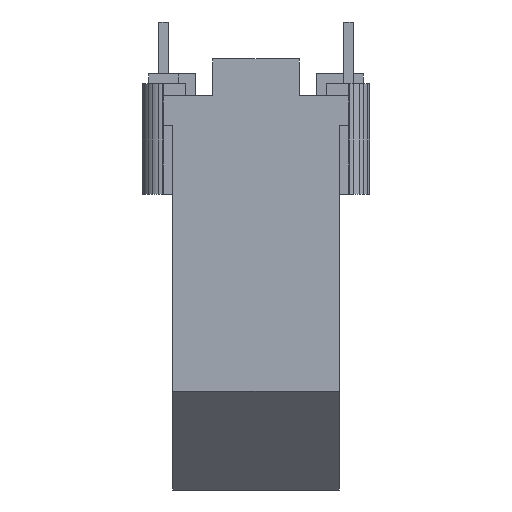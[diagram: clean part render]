
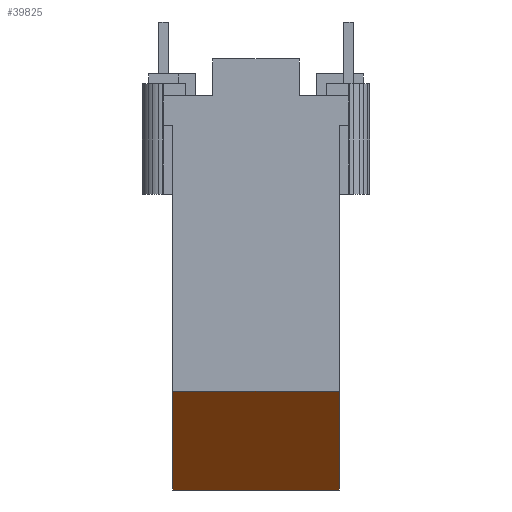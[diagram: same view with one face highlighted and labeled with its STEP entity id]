
A CAD part, front view. The second image highlights one B-rep face of the part: STEP entity #39825.
In plain terms, the highlighted planar face has unit normal (0, -0.707, -0.707).
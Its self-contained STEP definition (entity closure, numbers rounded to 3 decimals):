
#3860 = PLANE('',#3861);
#3861 = AXIS2_PLACEMENT_3D('',#3862,#3863,#3864);
#3862 = CARTESIAN_POINT('',(0.,31.491,29.6));
#3863 = DIRECTION('',(-1.,0.,0.));
#3864 = DIRECTION('',(0.,0.,-1.));
#4176 = PLANE('',#4177);
#4177 = AXIS2_PLACEMENT_3D('',#4178,#4179,#4180);
#4178 = CARTESIAN_POINT('',(13.5,0.509,29.6));
#4179 = DIRECTION('',(1.,0.,0.));
#4180 = DIRECTION('',(0.,0.,1.));
#4460 = VERTEX_POINT('',#4461);
#4461 = CARTESIAN_POINT('',(13.5,0.,8.));
#4475 = PLANE('',#4476);
#4476 = AXIS2_PLACEMENT_3D('',#4477,#4478,#4479);
#4477 = CARTESIAN_POINT('',(14.3,0.,29.6));
#4478 = DIRECTION('',(0.,-1.,0.));
#4479 = DIRECTION('',(0.,0.,-1.));
#4487 = EDGE_CURVE('',#4488,#4460,#4490,.T.);
#4488 = VERTEX_POINT('',#4489);
#4489 = CARTESIAN_POINT('',(13.5,8.,0.));
#4490 = SURFACE_CURVE('',#4491,(#4495,#4502),.PCURVE_S1.);
#4491 = LINE('',#4492,#4493);
#4492 = CARTESIAN_POINT('',(13.5,8.,0.));
#4493 = VECTOR('',#4494,1.);
#4494 = DIRECTION('',(0.,-0.707,0.707));
#4495 = PCURVE('',#4176,#4496);
#4496 = DEFINITIONAL_REPRESENTATION('',(#4497),#4501);
#4497 = LINE('',#4498,#4499);
#4498 = CARTESIAN_POINT('',(-29.6,-7.491));
#4499 = VECTOR('',#4500,1.);
#4500 = DIRECTION('',(0.707,0.707));
#4501 = ( GEOMETRIC_REPRESENTATION_CONTEXT(2) 
PARAMETRIC_REPRESENTATION_CONTEXT() REPRESENTATION_CONTEXT('2D SPACE',''
  ) );
#4502 = PCURVE('',#4503,#4508);
#4503 = PLANE('',#4504);
#4504 = AXIS2_PLACEMENT_3D('',#4505,#4506,#4507);
#4505 = CARTESIAN_POINT('',(13.5,8.,0.));
#4506 = DIRECTION('',(0.,-0.707,
    -0.707));
#4507 = DIRECTION('',(0.,0.707,-0.707));
#4508 = DEFINITIONAL_REPRESENTATION('',(#4509),#4513);
#4509 = LINE('',#4510,#4511);
#4510 = CARTESIAN_POINT('',(0.,0.));
#4511 = VECTOR('',#4512,1.);
#4512 = DIRECTION('',(-1.,0.));
#4513 = ( GEOMETRIC_REPRESENTATION_CONTEXT(2) 
PARAMETRIC_REPRESENTATION_CONTEXT() REPRESENTATION_CONTEXT('2D SPACE',''
  ) );
#4531 = PLANE('',#4532);
#4532 = AXIS2_PLACEMENT_3D('',#4533,#4534,#4535);
#4533 = CARTESIAN_POINT('',(13.5,8.,0.));
#4534 = DIRECTION('',(0.,0.,-1.));
#4535 = DIRECTION('',(-1.,0.,0.));
#14943 = VERTEX_POINT('',#14944);
#14944 = CARTESIAN_POINT('',(0.,0.,8.));
#14965 = EDGE_CURVE('',#14943,#4460,#14966,.T.);
#14966 = SURFACE_CURVE('',#14967,(#14971,#14978),.PCURVE_S1.);
#14967 = LINE('',#14968,#14969);
#14968 = CARTESIAN_POINT('',(0.,0.,8.));
#14969 = VECTOR('',#14970,1.);
#14970 = DIRECTION('',(1.,0.,0.));
#14971 = PCURVE('',#4475,#14972);
#14972 = DEFINITIONAL_REPRESENTATION('',(#14973),#14977);
#14973 = LINE('',#14974,#14975);
#14974 = CARTESIAN_POINT('',(21.6,-14.3));
#14975 = VECTOR('',#14976,1.);
#14976 = DIRECTION('',(0.,1.));
#14977 = ( GEOMETRIC_REPRESENTATION_CONTEXT(2) 
PARAMETRIC_REPRESENTATION_CONTEXT() REPRESENTATION_CONTEXT('2D SPACE',''
  ) );
#14978 = PCURVE('',#4503,#14979);
#14979 = DEFINITIONAL_REPRESENTATION('',(#14980),#14984);
#14980 = LINE('',#14981,#14982);
#14981 = CARTESIAN_POINT('',(-11.314,-13.5));
#14982 = VECTOR('',#14983,1.);
#14983 = DIRECTION('',(0.,1.));
#14984 = ( GEOMETRIC_REPRESENTATION_CONTEXT(2) 
PARAMETRIC_REPRESENTATION_CONTEXT() REPRESENTATION_CONTEXT('2D SPACE',''
  ) );
#35451 = VERTEX_POINT('',#35452);
#35452 = CARTESIAN_POINT('',(0.,8.,0.));
#35473 = EDGE_CURVE('',#14943,#35451,#35474,.T.);
#35474 = SURFACE_CURVE('',#35475,(#35479,#35486),.PCURVE_S1.);
#35475 = LINE('',#35476,#35477);
#35476 = CARTESIAN_POINT('',(0.,0.,8.));
#35477 = VECTOR('',#35478,1.);
#35478 = DIRECTION('',(0.,0.707,-0.707));
#35479 = PCURVE('',#3860,#35480);
#35480 = DEFINITIONAL_REPRESENTATION('',(#35481),#35485);
#35481 = LINE('',#35482,#35483);
#35482 = CARTESIAN_POINT('',(21.6,31.491));
#35483 = VECTOR('',#35484,1.);
#35484 = DIRECTION('',(0.707,-0.707));
#35485 = ( GEOMETRIC_REPRESENTATION_CONTEXT(2) 
PARAMETRIC_REPRESENTATION_CONTEXT() REPRESENTATION_CONTEXT('2D SPACE',''
  ) );
#35486 = PCURVE('',#4503,#35487);
#35487 = DEFINITIONAL_REPRESENTATION('',(#35488),#35492);
#35488 = LINE('',#35489,#35490);
#35489 = CARTESIAN_POINT('',(-11.314,-13.5));
#35490 = VECTOR('',#35491,1.);
#35491 = DIRECTION('',(1.,0.));
#35492 = ( GEOMETRIC_REPRESENTATION_CONTEXT(2) 
PARAMETRIC_REPRESENTATION_CONTEXT() REPRESENTATION_CONTEXT('2D SPACE',''
  ) );
#35514 = EDGE_CURVE('',#4488,#35451,#35515,.T.);
#35515 = SURFACE_CURVE('',#35516,(#35520,#35527),.PCURVE_S1.);
#35516 = LINE('',#35517,#35518);
#35517 = CARTESIAN_POINT('',(13.5,8.,0.));
#35518 = VECTOR('',#35519,1.);
#35519 = DIRECTION('',(-1.,0.,0.));
#35520 = PCURVE('',#4531,#35521);
#35521 = DEFINITIONAL_REPRESENTATION('',(#35522),#35526);
#35522 = LINE('',#35523,#35524);
#35523 = CARTESIAN_POINT('',(0.,0.));
#35524 = VECTOR('',#35525,1.);
#35525 = DIRECTION('',(1.,0.));
#35526 = ( GEOMETRIC_REPRESENTATION_CONTEXT(2) 
PARAMETRIC_REPRESENTATION_CONTEXT() REPRESENTATION_CONTEXT('2D SPACE',''
  ) );
#35527 = PCURVE('',#4503,#35528);
#35528 = DEFINITIONAL_REPRESENTATION('',(#35529),#35533);
#35529 = LINE('',#35530,#35531);
#35530 = CARTESIAN_POINT('',(0.,0.));
#35531 = VECTOR('',#35532,1.);
#35532 = DIRECTION('',(0.,-1.));
#35533 = ( GEOMETRIC_REPRESENTATION_CONTEXT(2) 
PARAMETRIC_REPRESENTATION_CONTEXT() REPRESENTATION_CONTEXT('2D SPACE',''
  ) );
#39825 = ADVANCED_FACE('',(#39826),#4503,.T.);
#39826 = FACE_BOUND('',#39827,.T.);
#39827 = EDGE_LOOP('',(#39828,#39829,#39830,#39831));
#39828 = ORIENTED_EDGE('',*,*,#4487,.T.);
#39829 = ORIENTED_EDGE('',*,*,#14965,.F.);
#39830 = ORIENTED_EDGE('',*,*,#35473,.T.);
#39831 = ORIENTED_EDGE('',*,*,#35514,.F.);
